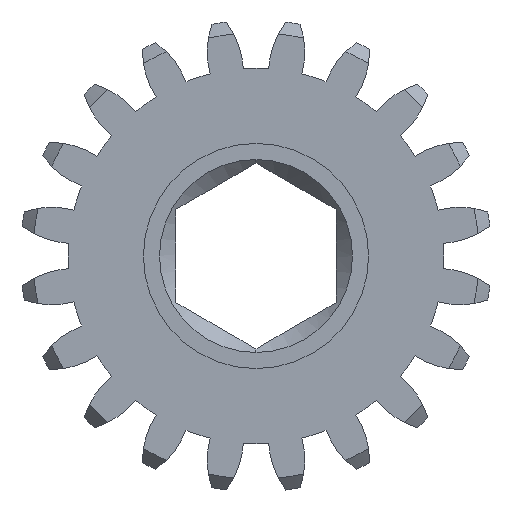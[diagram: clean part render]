
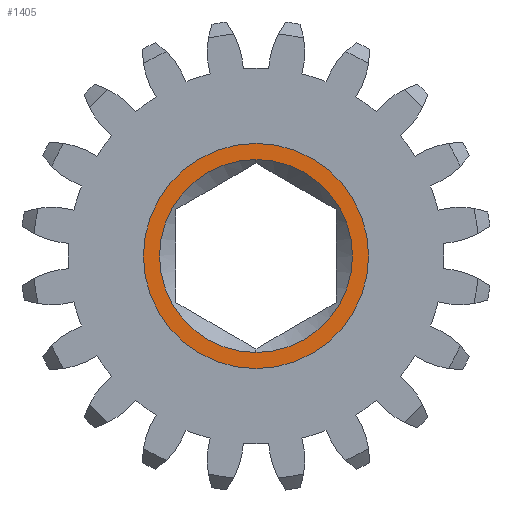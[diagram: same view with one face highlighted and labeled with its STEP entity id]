
A CAD part, left-side view. The second image highlights one B-rep face of the part: STEP entity #1405.
In plain terms, the highlighted planar face has unit normal (-1, 0, 0).
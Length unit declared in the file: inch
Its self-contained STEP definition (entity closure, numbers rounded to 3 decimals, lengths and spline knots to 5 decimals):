
#215 = CARTESIAN_POINT ( 'NONE',  ( -0.0625, 0., 0.225 ) ) ;
#309 = ORIENTED_EDGE ( 'NONE', *, *, #4363, .F. ) ;
#359 = EDGE_CURVE ( 'NONE', #4990, #1408, #2573, .T. ) ;
#405 = AXIS2_PLACEMENT_3D ( 'NONE', #1293, #3971, #461 ) ;
#461 = DIRECTION ( 'NONE',  ( 0., 0., 1. ) ) ;
#470 = CIRCLE ( 'NONE', #2754, 0.2625 ) ;
#622 = DIRECTION ( 'NONE',  ( -1., 0., 0. ) ) ;
#661 = DIRECTION ( 'NONE',  ( 0., 0., 1. ) ) ;
#817 = VERTEX_POINT ( 'NONE', #2316 ) ;
#928 = ORIENTED_EDGE ( 'NONE', *, *, #359, .F. ) ;
#934 = CARTESIAN_POINT ( 'NONE',  ( -0.0625, 0., -0.225 ) ) ;
#1009 = AXIS2_PLACEMENT_3D ( 'NONE', #2571, #622, #3758 ) ;
#1019 = AXIS2_PLACEMENT_3D ( 'NONE', #3272, #2004, #2871 ) ;
#1210 = PLANE ( 'NONE',  #1019 ) ;
#1293 = CARTESIAN_POINT ( 'NONE',  ( -0.0625, 0., 0. ) ) ;
#1405 = ADVANCED_FACE ( 'NONE', ( #2326, #4785 ), #1210, .T. ) ;
#1408 = VERTEX_POINT ( 'NONE', #215 ) ;
#1577 = EDGE_CURVE ( 'NONE', #817, #4276, #4620, .T. ) ;
#1637 = DIRECTION ( 'NONE',  ( -1., 0., 0. ) ) ;
#2004 = DIRECTION ( 'NONE',  ( -1., 0., 0. ) ) ;
#2019 = DIRECTION ( 'NONE',  ( 0., 0., 1. ) ) ;
#2207 = CIRCLE ( 'NONE', #405, 0.225 ) ;
#2316 = CARTESIAN_POINT ( 'NONE',  ( -0.0625, 0., 0.2625 ) ) ;
#2326 = FACE_BOUND ( 'NONE', #3856, .T. ) ;
#2571 = CARTESIAN_POINT ( 'NONE',  ( -0.0625, 0., 0. ) ) ;
#2573 = CIRCLE ( 'NONE', #1009, 0.225 ) ;
#2664 = DIRECTION ( 'NONE',  ( -1., 0., 0. ) ) ;
#2754 = AXIS2_PLACEMENT_3D ( 'NONE', #3382, #2664, #661 ) ;
#2871 = DIRECTION ( 'NONE',  ( 0., 0., 1. ) ) ;
#3232 = CARTESIAN_POINT ( 'NONE',  ( -0.0625, 0., 0. ) ) ;
#3272 = CARTESIAN_POINT ( 'NONE',  ( -0.0625, 0., 0. ) ) ;
#3382 = CARTESIAN_POINT ( 'NONE',  ( -0.0625, 0., 0. ) ) ;
#3422 = ORIENTED_EDGE ( 'NONE', *, *, #1577, .T. ) ;
#3665 = CARTESIAN_POINT ( 'NONE',  ( -0.0625, 0., -0.2625 ) ) ;
#3719 = AXIS2_PLACEMENT_3D ( 'NONE', #3232, #1637, #2019 ) ;
#3758 = DIRECTION ( 'NONE',  ( 0., 0., 1. ) ) ;
#3768 = ORIENTED_EDGE ( 'NONE', *, *, #5031, .T. ) ;
#3856 = EDGE_LOOP ( 'NONE', ( #309, #928 ) ) ;
#3971 = DIRECTION ( 'NONE',  ( -1., 0., 0. ) ) ;
#4276 = VERTEX_POINT ( 'NONE', #3665 ) ;
#4363 = EDGE_CURVE ( 'NONE', #1408, #4990, #2207, .T. ) ;
#4405 = EDGE_LOOP ( 'NONE', ( #3768, #3422 ) ) ;
#4620 = CIRCLE ( 'NONE', #3719, 0.2625 ) ;
#4785 = FACE_OUTER_BOUND ( 'NONE', #4405, .T. ) ;
#4990 = VERTEX_POINT ( 'NONE', #934 ) ;
#5031 = EDGE_CURVE ( 'NONE', #4276, #817, #470, .T. ) ;
